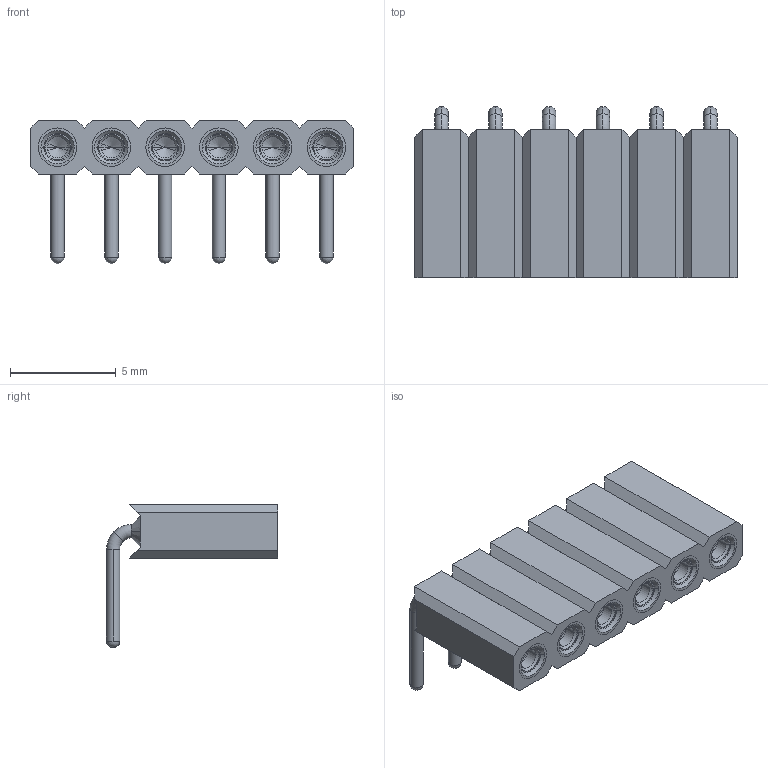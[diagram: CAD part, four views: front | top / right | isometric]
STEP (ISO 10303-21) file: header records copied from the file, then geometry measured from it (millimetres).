
FILE_DESCRIPTION((''),'2;1');
FILE_NAME('154-006-1-XX-XX_ASM','2013-05-16T',('cad01'),(''),'PRO/ENGINEER BY PARAMETRIC TECHNOLOGY CORPORATION, 2005110','PRO/ENGINEER BY PARAMETRIC TECHNOLOGY CORPORATION, 2005110','');
FILE_SCHEMA(('CONFIG_CONTROL_DESIGN'));
Length unit declared in the file: millimetre
Products named in the file (8): PRT0001; PRT0002; PRT0003; PRT0004; PRT0005; PRT0006; PRT0007; 154-006-1-XX-XX_ASM
Assembly tree (7 placements, depth 2):
  154-006-1-XX-XX_ASM
    PRT0001
    PRT0002
    PRT0003
    PRT0004
    PRT0005
    PRT0006
    PRT0007
Bounding box: 15.24 x 8.08 x 6.77 mm (x, y, z)
Volume: 210.5 mm3; surface area: 944.6 mm2
Topology: 7 solids, 7 shells, 284 faces, 664 edges, 388 vertices
Faces by surface type: cylinder 96, plane 86, cone 72, torus 24, sphere 6
Entity records: 8152 total; most frequent: DIRECTION 1562, CARTESIAN_POINT 1327, ORIENTED_EDGE 1280, EDGE_CURVE 640, AXIS2_PLACEMENT_3D 623, VERTEX_POINT 388, CIRCLE 324, VECTOR 316
